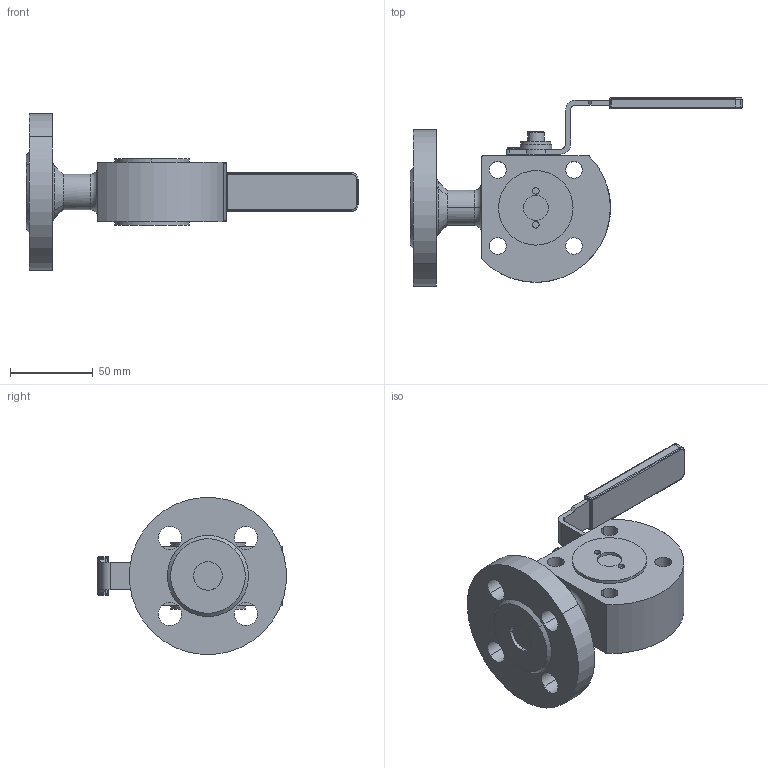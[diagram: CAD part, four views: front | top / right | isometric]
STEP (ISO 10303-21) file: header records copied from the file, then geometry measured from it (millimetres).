
FILE_DESCRIPTION(('STEP AP214'),'1');
FILE_NAME('valve_mw19-3-15.stp','2017-08-08T10:23:33',('TraceParts'),('TraceParts S.A.'),'Spatial InterOp 3D',' ',' ');
FILE_SCHEMA(('automotive_design'));
Length unit declared in the file: millimetre
Products named in the file (1): valve_mw19-3-15
Bounding box: 200.52 x 113.85 x 94.64 mm (x, y, z)
Volume: 307356.5 mm3; surface area: 54762.6 mm2
Topology: 1 solids, 2 shells, 398 faces, 1057 edges, 692 vertices
Faces by surface type: plane 177, cylinder 111, bspline 76, cone 16, torus 14, sphere 4
Entity records: 17023 total; most frequent: CARTESIAN_POINT 4311, ORIENTED_EDGE 2098, DIRECTION 1748, EDGE_CURVE 1049, VERTEX_POINT 692, LINE 604, VECTOR 604, AXIS2_PLACEMENT_3D 572
